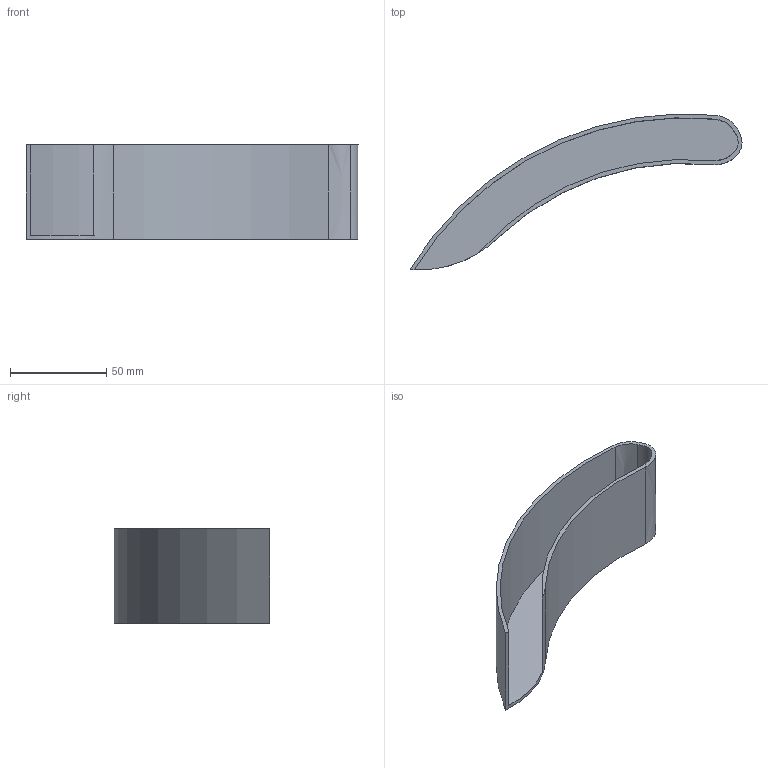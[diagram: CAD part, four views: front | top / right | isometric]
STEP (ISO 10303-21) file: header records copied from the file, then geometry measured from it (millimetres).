
FILE_DESCRIPTION(/* description */ (''),/* implementation_level */ '2;1');
FILE_NAME(/* name */ 'verleng lang(Mirror).step',/* time_stamp */ '2024-06-10T17:29:35+02:00',/* author */ (''),/* organization */ (''),/* preprocessor_version */ 'ST-DEVELOPER v20',/* originating_system */ 'Autodesk Translation Framework v13.14.0.145',/* authorisation */ '');
FILE_SCHEMA (('AUTOMOTIVE_DESIGN { 1 0 10303 214 3 1 1 }'));
Length unit declared in the file: millimetre
Products named in the file (1): verleng lang(Mirror)
Bounding box: 172.57 x 80.95 x 49 mm (x, y, z)
Volume: 42442.2 mm3; surface area: 43767.4 mm2
Topology: 1 solids, 1 shells, 14 faces, 36 edges, 24 vertices
Faces by surface type: bspline 6, cylinder 5, plane 3
Entity records: 649 total; most frequent: CARTESIAN_POINT 320, ORIENTED_EDGE 72, DIRECTION 46, EDGE_CURVE 36, VERTEX_POINT 24, AXIS2_PLACEMENT_3D 21, B_SPLINE_CURVE_WITH_KNOTS 18, FACE_OUTER_BOUND 14
